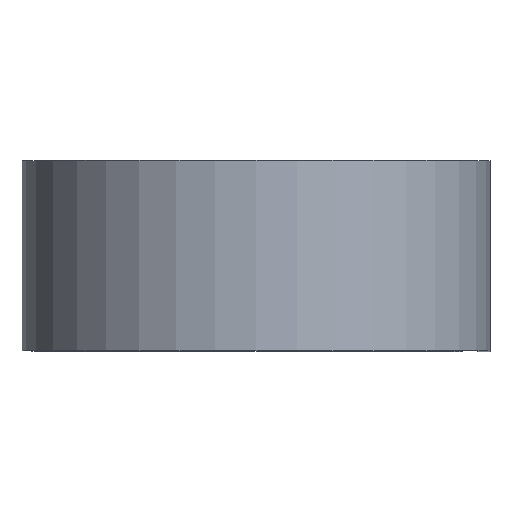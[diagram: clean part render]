
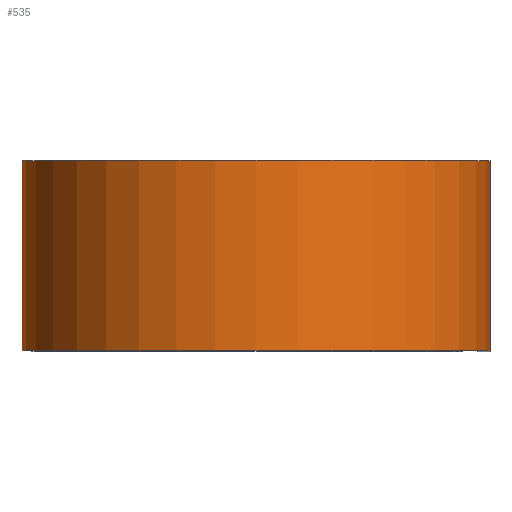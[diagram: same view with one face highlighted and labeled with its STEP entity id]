
A CAD part, top view. The second image highlights one B-rep face of the part: STEP entity #535.
In plain terms, the highlighted cylindrical face has radius 23.444 mm (diameter 46.888 mm), a partial arc.
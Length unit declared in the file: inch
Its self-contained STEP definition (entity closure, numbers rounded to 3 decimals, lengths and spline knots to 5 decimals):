
#15 = CYLINDRICAL_SURFACE ( 'NONE', #176, 0.923 ) ;
#38 = EDGE_CURVE ( 'NONE', #431, #579, #335, .T. ) ;
#48 = LINE ( 'NONE', #266, #215 ) ;
#55 = LINE ( 'NONE', #106, #673 ) ;
#93 = CARTESIAN_POINT ( 'NONE',  ( 0., 0.375, 0. ) ) ;
#96 = DIRECTION ( 'NONE',  ( 0., 1., 0. ) ) ;
#106 = CARTESIAN_POINT ( 'NONE',  ( 0.923, 0.375, 0. ) ) ;
#110 = AXIS2_PLACEMENT_3D ( 'NONE', #186, #188, #193 ) ;
#128 = EDGE_CURVE ( 'NONE', #162, #575, #422, .T. ) ;
#131 = DIRECTION ( 'NONE',  ( 1., 0., 0. ) ) ;
#162 = VERTEX_POINT ( 'NONE', #630 ) ;
#170 = DIRECTION ( 'NONE',  ( 0., 0., -1. ) ) ;
#176 = AXIS2_PLACEMENT_3D ( 'NONE', #249, #240, #170 ) ;
#186 = CARTESIAN_POINT ( 'NONE',  ( 0., -0.375, 0. ) ) ;
#188 = DIRECTION ( 'NONE',  ( 0., 1., 0. ) ) ;
#193 = DIRECTION ( 'NONE',  ( 1., 0., 0. ) ) ;
#196 = ORIENTED_EDGE ( 'NONE', *, *, #128, .T. ) ;
#215 = VECTOR ( 'NONE', #385, 39.37008 ) ;
#240 = DIRECTION ( 'NONE',  ( 0., -1., 0. ) ) ;
#249 = CARTESIAN_POINT ( 'NONE',  ( 0., 0.375, 0. ) ) ;
#266 = CARTESIAN_POINT ( 'NONE',  ( 0., 0.375, -0.923 ) ) ;
#299 = CARTESIAN_POINT ( 'NONE',  ( 0.923, -0.375, 0. ) ) ;
#316 = ORIENTED_EDGE ( 'NONE', *, *, #548, .T. ) ;
#335 = CIRCLE ( 'NONE', #457, 0.923 ) ;
#377 = CARTESIAN_POINT ( 'NONE',  ( 0.923, 0.375, 0. ) ) ;
#385 = DIRECTION ( 'NONE',  ( 0., -1., 0. ) ) ;
#422 = CIRCLE ( 'NONE', #110, 0.923 ) ;
#431 = VERTEX_POINT ( 'NONE', #452 ) ;
#452 = CARTESIAN_POINT ( 'NONE',  ( 0., 0.375, -0.923 ) ) ;
#457 = AXIS2_PLACEMENT_3D ( 'NONE', #93, #96, #131 ) ;
#464 = DIRECTION ( 'NONE',  ( 0., -1., 0. ) ) ;
#535 = ADVANCED_FACE ( 'NONE', ( #592 ), #15, .T. ) ;
#536 = EDGE_LOOP ( 'NONE', ( #196, #545, #669, #316 ) ) ;
#545 = ORIENTED_EDGE ( 'NONE', *, *, #722, .F. ) ;
#548 = EDGE_CURVE ( 'NONE', #431, #162, #48, .T. ) ;
#575 = VERTEX_POINT ( 'NONE', #299 ) ;
#579 = VERTEX_POINT ( 'NONE', #377 ) ;
#592 = FACE_OUTER_BOUND ( 'NONE', #536, .T. ) ;
#630 = CARTESIAN_POINT ( 'NONE',  ( 0., -0.375, -0.923 ) ) ;
#669 = ORIENTED_EDGE ( 'NONE', *, *, #38, .F. ) ;
#673 = VECTOR ( 'NONE', #464, 39.37008 ) ;
#722 = EDGE_CURVE ( 'NONE', #579, #575, #55, .T. ) ;
